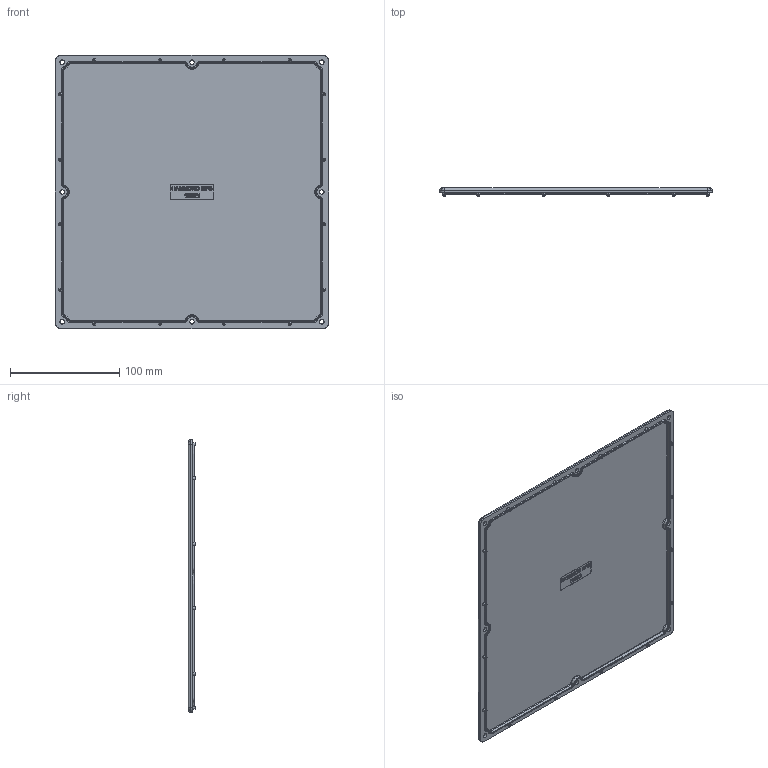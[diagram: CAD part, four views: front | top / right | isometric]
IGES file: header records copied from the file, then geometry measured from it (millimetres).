
Global section: file name: No Iges File Name specified; native system: Autodesk Inventor 2010; preprocessor: AutoDesk Inventor Iges Exporter R2010; author: tcook; date: 20090916.095446; units: millimetre
Bounding box: 250.2 x 7.3 x 250.2 mm (x, y, z)
Volume: 168383.8 mm3; surface area: 132934.9 mm2
Topology: 1 solids, 1 shells, 670 faces, 1754 edges, 1102 vertices
Faces by surface type: bspline 256, plane 168, revolution 93, torus 57, cone 56, cylinder 40
